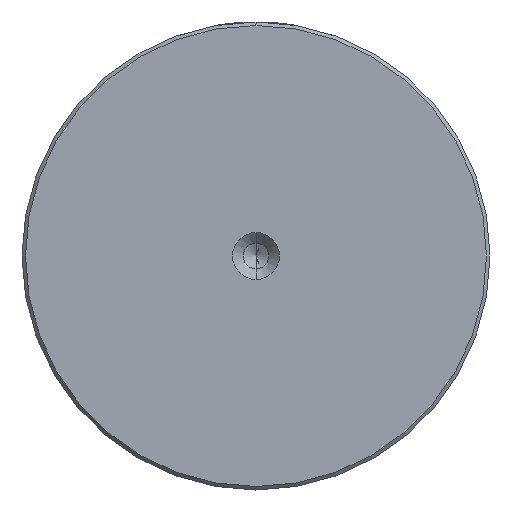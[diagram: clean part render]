
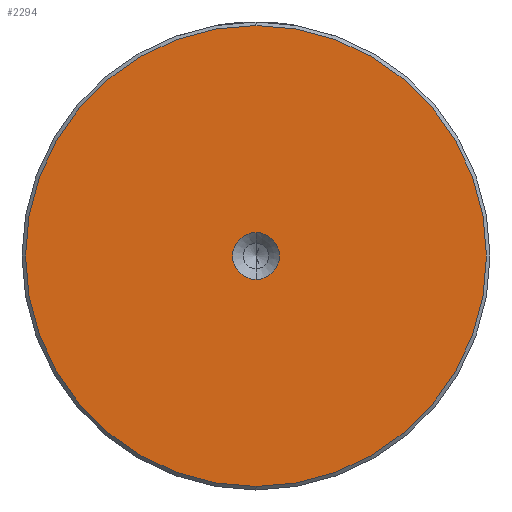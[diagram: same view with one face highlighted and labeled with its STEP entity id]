
A CAD part, left-side view. The second image highlights one B-rep face of the part: STEP entity #2294.
In plain terms, the highlighted planar face has unit normal (-1, 0, 0).
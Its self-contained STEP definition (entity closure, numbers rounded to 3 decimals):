
#30 = VERTEX_POINT ( 'NONE', #157 ) ;
#97 = CIRCLE ( 'NONE', #2184, 3.3 ) ;
#157 = CARTESIAN_POINT ( 'NONE',  ( 0., 0., 32.5 ) ) ;
#283 = CIRCLE ( 'NONE', #1017, 32.5 ) ;
#288 = PLANE ( 'NONE',  #1751 ) ;
#487 = CARTESIAN_POINT ( 'NONE',  ( 0., 0., 0. ) ) ;
#521 = DIRECTION ( 'NONE',  ( -1., 0., 0. ) ) ;
#548 = EDGE_CURVE ( 'NONE', #2124, #30, #283, .T. ) ;
#557 = ORIENTED_EDGE ( 'NONE', *, *, #2158, .F. ) ;
#583 = AXIS2_PLACEMENT_3D ( 'NONE', #1035, #2394, #1235 ) ;
#621 = AXIS2_PLACEMENT_3D ( 'NONE', #1683, #521, #1879 ) ;
#624 = CARTESIAN_POINT ( 'NONE',  ( 0., 0., -32.5 ) ) ;
#659 = ORIENTED_EDGE ( 'NONE', *, *, #548, .T. ) ;
#739 = CARTESIAN_POINT ( 'NONE',  ( 0., 0., 0. ) ) ;
#905 = FACE_OUTER_BOUND ( 'NONE', #1249, .T. ) ;
#929 = DIRECTION ( 'NONE',  ( -1., 0., 0. ) ) ;
#1017 = AXIS2_PLACEMENT_3D ( 'NONE', #739, #929, #1698 ) ;
#1021 = CARTESIAN_POINT ( 'NONE',  ( 0., 0., 0. ) ) ;
#1024 = CIRCLE ( 'NONE', #583, 32.5 ) ;
#1035 = CARTESIAN_POINT ( 'NONE',  ( 0., 0., 0. ) ) ;
#1079 = DIRECTION ( 'NONE',  ( 0., 0., 1. ) ) ;
#1165 = CIRCLE ( 'NONE', #621, 3.3 ) ;
#1220 = DIRECTION ( 'NONE',  ( 0., 0., 1. ) ) ;
#1235 = DIRECTION ( 'NONE',  ( 0., 0., 1. ) ) ;
#1249 = EDGE_LOOP ( 'NONE', ( #659, #1336 ) ) ;
#1336 = ORIENTED_EDGE ( 'NONE', *, *, #2198, .T. ) ;
#1427 = VERTEX_POINT ( 'NONE', #2062 ) ;
#1522 = EDGE_LOOP ( 'NONE', ( #1612, #557 ) ) ;
#1590 = EDGE_CURVE ( 'NONE', #2001, #1427, #1165, .T. ) ;
#1612 = ORIENTED_EDGE ( 'NONE', *, *, #1590, .F. ) ;
#1683 = CARTESIAN_POINT ( 'NONE',  ( 0., 0., 0. ) ) ;
#1698 = DIRECTION ( 'NONE',  ( 0., 0., 1. ) ) ;
#1751 = AXIS2_PLACEMENT_3D ( 'NONE', #487, #2232, #1079 ) ;
#1879 = DIRECTION ( 'NONE',  ( 0., 0., 1. ) ) ;
#2001 = VERTEX_POINT ( 'NONE', #2334 ) ;
#2062 = CARTESIAN_POINT ( 'NONE',  ( 0., 0., -3.3 ) ) ;
#2124 = VERTEX_POINT ( 'NONE', #624 ) ;
#2158 = EDGE_CURVE ( 'NONE', #1427, #2001, #97, .T. ) ;
#2184 = AXIS2_PLACEMENT_3D ( 'NONE', #1021, #2379, #1220 ) ;
#2198 = EDGE_CURVE ( 'NONE', #30, #2124, #1024, .T. ) ;
#2232 = DIRECTION ( 'NONE',  ( -1., 0., 0. ) ) ;
#2294 = ADVANCED_FACE ( 'NONE', ( #905, #2391 ), #288, .T. ) ;
#2334 = CARTESIAN_POINT ( 'NONE',  ( 0., 0., 3.3 ) ) ;
#2379 = DIRECTION ( 'NONE',  ( -1., 0., 0. ) ) ;
#2391 = FACE_BOUND ( 'NONE', #1522, .T. ) ;
#2394 = DIRECTION ( 'NONE',  ( -1., 0., 0. ) ) ;
